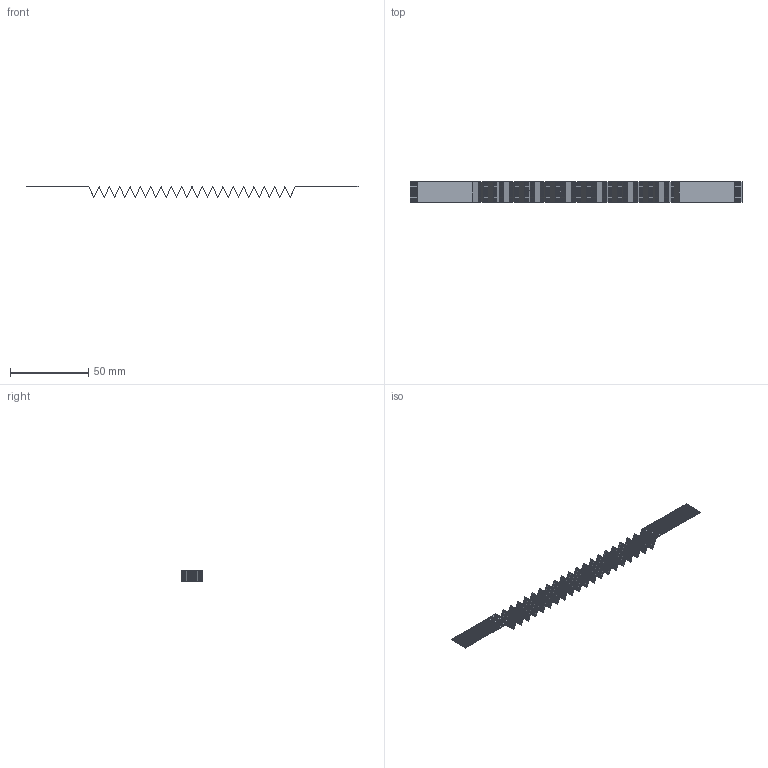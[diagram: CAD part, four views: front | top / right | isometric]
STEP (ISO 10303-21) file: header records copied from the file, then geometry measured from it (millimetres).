
FILE_DESCRIPTION(/* description */ ('Unknown'),/* implementation_level */ '2;1');
FILE_NAME(/* name */ '686612141001',/* time_stamp */ '2020-12-14T10:38:30+01:00',/* author */ ('Unknown'),/* organization */ ('Unknown'),/* preprocessor_version */ 'ST-DEVELOPER v16.7',/* originating_system */ 'DEX',/* authorisation */ $);
FILE_SCHEMA (('AUTOMOTIVE_DESIGN {1 0 10303 214 3 1 1}'));
Length unit declared in the file: millimetre
Products named in the file (2): 6866xx141001; 686612141001
Assembly tree (1 placements, depth 2):
  6866xx141001
    686612141001
Bounding box: 211.96 x 13 x 7.5 mm (x, y, z)
Volume: 417 mm3; surface area: 17395.3 mm2
Topology: 1 solids, 1 shells, 1160 faces, 3490 edges, 2308 vertices
Faces by surface type: plane 1160
Entity records: 46823 total; most frequent: CARTESIAN_POINT 7080, ORIENTED_EDGE 6980, DIRECTION 5774, EDGE_CURVE 3490, LINE 3450, VECTOR 3450, VERTEX_POINT 2308, AXIS2_PLACEMENT_3D 1162
